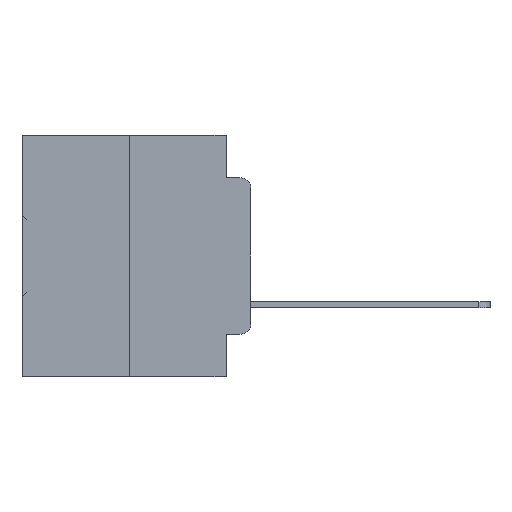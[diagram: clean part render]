
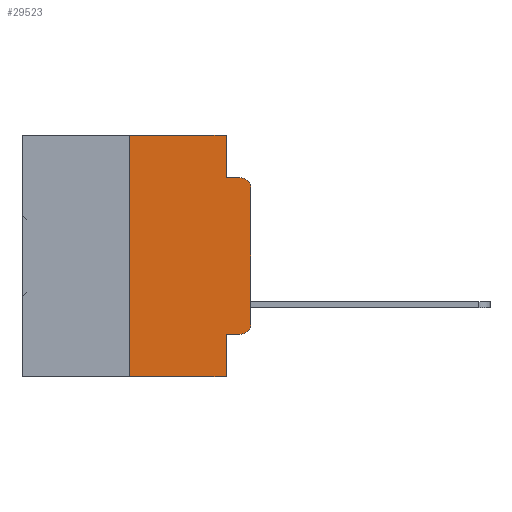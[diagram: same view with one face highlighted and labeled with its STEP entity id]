
A CAD part, left-side view. The second image highlights one B-rep face of the part: STEP entity #29523.
In plain terms, the highlighted planar face has unit normal (-1, 0, 0).
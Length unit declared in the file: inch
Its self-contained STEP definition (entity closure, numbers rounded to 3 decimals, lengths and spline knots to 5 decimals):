
#144 = CARTESIAN_POINT ( 'NONE',  ( 0., 0.051, 0. ) ) ;
#761 = VERTEX_POINT ( 'NONE', #28835 ) ;
#888 = VERTEX_POINT ( 'NONE', #18148 ) ;
#1465 = DIRECTION ( 'NONE',  ( 0., 0., -1. ) ) ;
#2719 = CARTESIAN_POINT ( 'NONE',  ( 0., 0., -0.3915 ) ) ;
#2906 = ORIENTED_EDGE ( 'NONE', *, *, #34495, .F. ) ;
#3409 = ORIENTED_EDGE ( 'NONE', *, *, #31908, .T. ) ;
#3758 = VERTEX_POINT ( 'NONE', #34285 ) ;
#3929 = LINE ( 'NONE', #16711, #26845 ) ;
#4663 = VERTEX_POINT ( 'NONE', #12803 ) ;
#4757 = LINE ( 'NONE', #28916, #34064 ) ;
#4801 = VECTOR ( 'NONE', #32804, 39.37008 ) ;
#5855 = PLANE ( 'NONE',  #9271 ) ;
#6478 = LINE ( 'NONE', #14415, #7393 ) ;
#6877 = LINE ( 'NONE', #144, #35190 ) ;
#6895 = DIRECTION ( 'NONE',  ( -1., 0., 0. ) ) ;
#6987 = CARTESIAN_POINT ( 'NONE',  ( 0., 0.051, 0. ) ) ;
#7393 = VECTOR ( 'NONE', #11534, 39.37008 ) ;
#7685 = CARTESIAN_POINT ( 'NONE',  ( 0., 0.051, -0.4115 ) ) ;
#8429 = EDGE_CURVE ( 'NONE', #761, #25314, #21931, .T. ) ;
#8943 = VERTEX_POINT ( 'NONE', #7685 ) ;
#9271 = AXIS2_PLACEMENT_3D ( 'NONE', #25874, #14561, #34229 ) ;
#9356 = ORIENTED_EDGE ( 'NONE', *, *, #21084, .T. ) ;
#10463 = DIRECTION ( 'NONE',  ( 0., -1., 0. ) ) ;
#10748 = VERTEX_POINT ( 'NONE', #30409 ) ;
#10765 = VERTEX_POINT ( 'NONE', #19228 ) ;
#11534 = DIRECTION ( 'NONE',  ( 0., -1., 0. ) ) ;
#11682 = FACE_OUTER_BOUND ( 'NONE', #22075, .T. ) ;
#12803 = CARTESIAN_POINT ( 'NONE',  ( 0., 0.051, -0.5 ) ) ;
#12999 = EDGE_CURVE ( 'NONE', #10748, #888, #27648, .T. ) ;
#13147 = CARTESIAN_POINT ( 'NONE',  ( 0., 0.473, 0. ) ) ;
#13339 = AXIS2_PLACEMENT_3D ( 'NONE', #24022, #6895, #26887 ) ;
#13428 = ORIENTED_EDGE ( 'NONE', *, *, #36902, .T. ) ;
#14038 = CARTESIAN_POINT ( 'NONE',  ( 0., 0.02, -0.1085 ) ) ;
#14415 = CARTESIAN_POINT ( 'NONE',  ( 0., 0.051, -0.4115 ) ) ;
#14420 = VECTOR ( 'NONE', #1465, 39.37008 ) ;
#14561 = DIRECTION ( 'NONE',  ( 1., 0., 0. ) ) ;
#14823 = DIRECTION ( 'NONE',  ( 0., 0., 1. ) ) ;
#15264 = VERTEX_POINT ( 'NONE', #6987 ) ;
#15665 = AXIS2_PLACEMENT_3D ( 'NONE', #14038, #33708, #16943 ) ;
#15669 = ORIENTED_EDGE ( 'NONE', *, *, #27045, .F. ) ;
#15721 = VERTEX_POINT ( 'NONE', #19202 ) ;
#16711 = CARTESIAN_POINT ( 'NONE',  ( 0., 0.473, -0.5 ) ) ;
#16943 = DIRECTION ( 'NONE',  ( 0., 0., -1. ) ) ;
#17469 = LINE ( 'NONE', #13147, #32366 ) ;
#18148 = CARTESIAN_POINT ( 'NONE',  ( 0., 0.25, 0. ) ) ;
#18909 = CARTESIAN_POINT ( 'NONE',  ( 0., 0.051, 0. ) ) ;
#19094 = CARTESIAN_POINT ( 'NONE',  ( 0., 0.051, -0.0885 ) ) ;
#19202 = CARTESIAN_POINT ( 'NONE',  ( 0., 0., -0.1085 ) ) ;
#19228 = CARTESIAN_POINT ( 'NONE',  ( 0., 0.051, -0.0885 ) ) ;
#19550 = DIRECTION ( 'NONE',  ( 0., -1., 0. ) ) ;
#20624 = LINE ( 'NONE', #19094, #21515 ) ;
#21084 = EDGE_CURVE ( 'NONE', #25314, #15721, #4757, .T. ) ;
#21515 = VECTOR ( 'NONE', #10463, 39.37008 ) ;
#21931 = CIRCLE ( 'NONE', #13339, 0.02 ) ;
#22075 = EDGE_LOOP ( 'NONE', ( #9356, #31925, #15669, #30635, #2906, #25875, #13428, #31061, #3409, #27681 ) ) ;
#23240 = CIRCLE ( 'NONE', #15665, 0.02 ) ;
#23331 = DIRECTION ( 'NONE',  ( 0., 0., -1. ) ) ;
#24022 = CARTESIAN_POINT ( 'NONE',  ( 0., 0.02, -0.3915 ) ) ;
#25314 = VERTEX_POINT ( 'NONE', #2719 ) ;
#25874 = CARTESIAN_POINT ( 'NONE',  ( 0., 0.473, 0. ) ) ;
#25875 = ORIENTED_EDGE ( 'NONE', *, *, #12999, .F. ) ;
#26350 = EDGE_CURVE ( 'NONE', #8943, #4663, #29475, .T. ) ;
#26845 = VECTOR ( 'NONE', #19550, 39.37008 ) ;
#26887 = DIRECTION ( 'NONE',  ( 0., 0., -1. ) ) ;
#27045 = EDGE_CURVE ( 'NONE', #10765, #3758, #20624, .T. ) ;
#27648 = LINE ( 'NONE', #30051, #4801 ) ;
#27681 = ORIENTED_EDGE ( 'NONE', *, *, #8429, .T. ) ;
#28835 = CARTESIAN_POINT ( 'NONE',  ( 0., 0.02, -0.4115 ) ) ;
#28916 = CARTESIAN_POINT ( 'NONE',  ( 0., 0., 0. ) ) ;
#29475 = LINE ( 'NONE', #18909, #14420 ) ;
#29523 = ADVANCED_FACE ( 'NONE', ( #11682 ), #5855, .F. ) ;
#30051 = CARTESIAN_POINT ( 'NONE',  ( 0., 0.25, 0. ) ) ;
#30409 = CARTESIAN_POINT ( 'NONE',  ( 0., 0.25, -0.5 ) ) ;
#30635 = ORIENTED_EDGE ( 'NONE', *, *, #32602, .F. ) ;
#31061 = ORIENTED_EDGE ( 'NONE', *, *, #26350, .F. ) ;
#31908 = EDGE_CURVE ( 'NONE', #8943, #761, #6478, .T. ) ;
#31925 = ORIENTED_EDGE ( 'NONE', *, *, #34165, .T. ) ;
#32366 = VECTOR ( 'NONE', #32849, 39.37008 ) ;
#32602 = EDGE_CURVE ( 'NONE', #15264, #10765, #6877, .T. ) ;
#32804 = DIRECTION ( 'NONE',  ( 0., 0., 1. ) ) ;
#32849 = DIRECTION ( 'NONE',  ( 0., -1., 0. ) ) ;
#33708 = DIRECTION ( 'NONE',  ( -1., 0., 0. ) ) ;
#34064 = VECTOR ( 'NONE', #14823, 39.37008 ) ;
#34165 = EDGE_CURVE ( 'NONE', #15721, #3758, #23240, .T. ) ;
#34229 = DIRECTION ( 'NONE',  ( 0., 0., -1. ) ) ;
#34285 = CARTESIAN_POINT ( 'NONE',  ( 0., 0.02, -0.0885 ) ) ;
#34495 = EDGE_CURVE ( 'NONE', #888, #15264, #17469, .T. ) ;
#35190 = VECTOR ( 'NONE', #23331, 39.37008 ) ;
#36902 = EDGE_CURVE ( 'NONE', #10748, #4663, #3929, .T. ) ;
